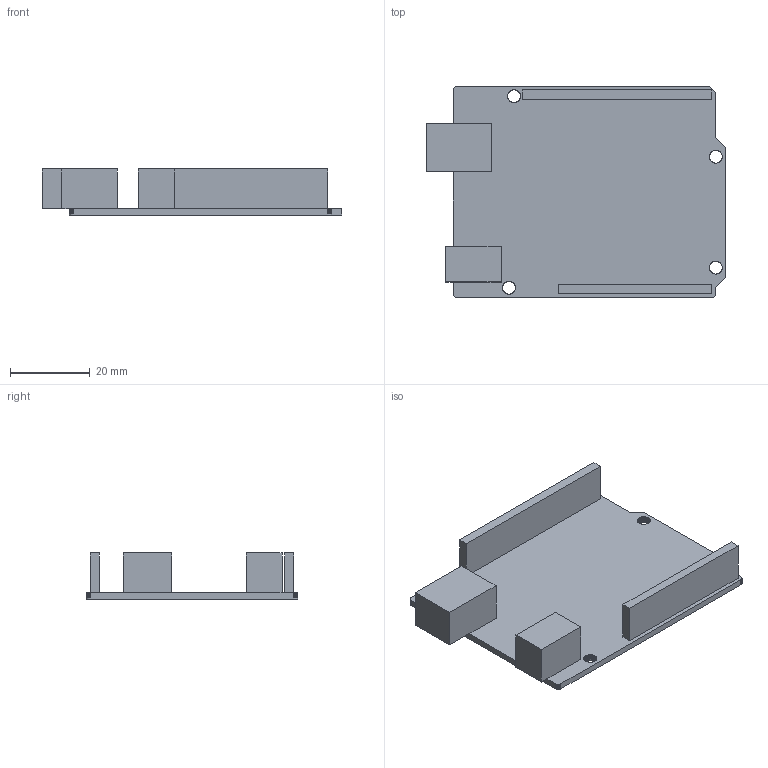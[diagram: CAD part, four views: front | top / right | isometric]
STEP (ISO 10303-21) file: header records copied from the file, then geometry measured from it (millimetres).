
FILE_DESCRIPTION(/* description */ (''),/* implementation_level */ '2;1');
FILE_NAME(/* name */ 'ArduinoUno v2.stp',/* time_stamp */ '2021-05-04T16:26:35-04:00',/* author */ (''),/* organization */ (''),/* preprocessor_version */ 'ST-DEVELOPER v18.1',/* originating_system */ 'Autodesk Translation Framework v10.6.0.1341',/* authorisation */ '');
FILE_SCHEMA (('AUTOMOTIVE_DESIGN { 1 0 10303 214 3 1 1 }'));
Length unit declared in the file: millimetre
Products named in the file (1): ArduinoUno
Bounding box: 75.41 x 53.3 x 11.6 mm (x, y, z)
Volume: 11017.1 mm3; surface area: 10651 mm2
Topology: 1 solids, 1 shells, 775 faces, 2309 edges, 1538 vertices
Faces by surface type: plane 775
Entity records: 25538 total; most frequent: CARTESIAN_POINT 4623, ORIENTED_EDGE 4618, DIRECTION 3861, LINE 2309, VECTOR 2309, EDGE_CURVE 2309, VERTEX_POINT 1538, EDGE_LOOP 785
